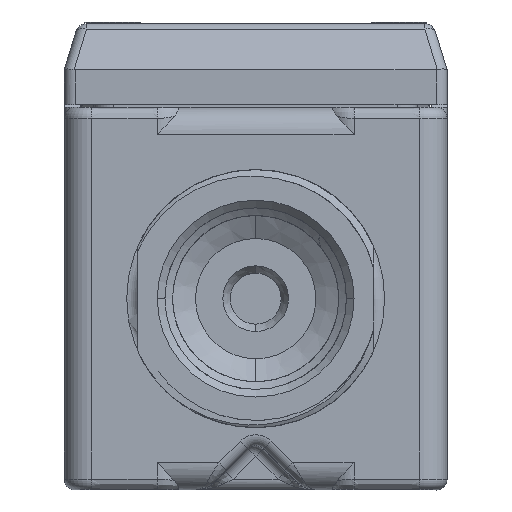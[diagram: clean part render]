
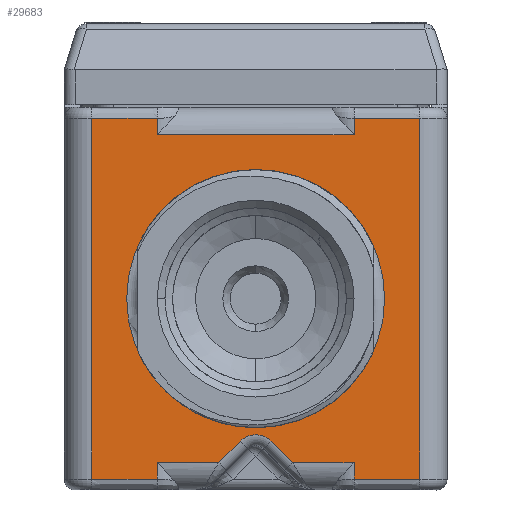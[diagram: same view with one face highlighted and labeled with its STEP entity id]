
A CAD part, front view. The second image highlights one B-rep face of the part: STEP entity #29683.
In plain terms, the highlighted planar face has unit normal (0, -1, 0).
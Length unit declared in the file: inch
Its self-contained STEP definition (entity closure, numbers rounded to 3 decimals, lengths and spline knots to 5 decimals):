
#7833=CARTESIAN_POINT('',(-0.7498,-2.34016,0.825));
#7834=CARTESIAN_POINT('',(-0.72918,-2.34016,
0.825));
#7835=CARTESIAN_POINT('',(-0.68932,-2.34016,
0.825));
#7836=CARTESIAN_POINT('',(-0.63384,-2.34016,
0.825));
#7837=CARTESIAN_POINT('',(-0.58225,-2.34016,
0.825));
#7838=CARTESIAN_POINT('',(-0.53438,-2.34016,
0.82499));
#7839=CARTESIAN_POINT('',(-0.49007,-2.34016,
0.82504));
#7840=CARTESIAN_POINT('',(-0.46295,-2.34016,
0.82492));
#7841=CARTESIAN_POINT('',(-0.45,-2.34016,
0.825));
#7843=DIRECTION('',(0.,0.,-1.));
#7844=VECTOR('',#7843,0.0752);
#7845=CARTESIAN_POINT('',(-0.45,-2.34016,
0.825));
#7846=LINE('',#7845,#7844);
#7847=DIRECTION('',(0.,0.,-1.));
#7848=VECTOR('',#7847,0.0752);
#7849=CARTESIAN_POINT('',(0.45,-2.34016,
0.825));
#7850=LINE('',#7849,#7848);
#7851=CARTESIAN_POINT('',(0.45,-2.34016,
0.825));
#7852=CARTESIAN_POINT('',(0.46295,-2.34016,
0.82492));
#7853=CARTESIAN_POINT('',(0.49006,-2.34016,
0.82505));
#7854=CARTESIAN_POINT('',(0.5344,-2.34016,
0.82499));
#7855=CARTESIAN_POINT('',(0.58227,-2.34016,
0.825));
#7856=CARTESIAN_POINT('',(0.63387,-2.34016,
0.825));
#7857=CARTESIAN_POINT('',(0.68934,-2.34016,
0.825));
#7858=CARTESIAN_POINT('',(0.72919,-2.34016,
0.825));
#7859=CARTESIAN_POINT('',(0.7498,-2.34016,0.825));
#7861=CARTESIAN_POINT('',(0.7498,-2.34016,-0.825));
#7862=CARTESIAN_POINT('',(0.72919,-2.34016,
-0.825));
#7863=CARTESIAN_POINT('',(0.68934,-2.34016,
-0.825));
#7864=CARTESIAN_POINT('',(0.63386,-2.34016,
-0.825));
#7865=CARTESIAN_POINT('',(0.58227,-2.34016,
-0.825));
#7866=CARTESIAN_POINT('',(0.5344,-2.34016,
-0.82499));
#7867=CARTESIAN_POINT('',(0.49006,-2.34016,
-0.82505));
#7868=CARTESIAN_POINT('',(0.46295,-2.34016,
-0.82492));
#7869=CARTESIAN_POINT('',(0.45,-2.34016,
-0.825));
#7871=DIRECTION('',(0.,0.,-1.));
#7872=VECTOR('',#7871,0.0752);
#7873=CARTESIAN_POINT('',(0.45,-2.34016,-0.7498));
#7874=LINE('',#7873,#7872);
#7875=DIRECTION('',(0.,0.,-1.));
#7876=VECTOR('',#7875,0.0752);
#7877=CARTESIAN_POINT('',(-0.45,-2.34016,-0.7498));
#7878=LINE('',#7877,#7876);
#7879=CARTESIAN_POINT('',(-0.45,-2.34016,
-0.825));
#7880=CARTESIAN_POINT('',(-0.46295,-2.34016,
-0.82492));
#7881=CARTESIAN_POINT('',(-0.49007,-2.34016,
-0.82504));
#7882=CARTESIAN_POINT('',(-0.53438,-2.34016,
-0.82499));
#7883=CARTESIAN_POINT('',(-0.58225,-2.34016,
-0.825));
#7884=CARTESIAN_POINT('',(-0.63385,-2.34016,
-0.825));
#7885=CARTESIAN_POINT('',(-0.68934,-2.34016,
-0.825));
#7886=CARTESIAN_POINT('',(-0.72919,-2.34016,
-0.825));
#7887=CARTESIAN_POINT('',(-0.7498,-2.34016,-0.825));
#7889=DIRECTION('',(0.,0.,1.));
#7890=VECTOR('',#7889,1.65);
#7891=CARTESIAN_POINT('',(-0.7498,-2.34016,-0.825));
#7892=LINE('',#7891,#7890);
#7893=CARTESIAN_POINT('',(0.,-2.34016,0.));
#7894=DIRECTION('',(0.,-1.,0.));
#7895=DIRECTION('',(0.,0.,-1.));
#7896=AXIS2_PLACEMENT_3D('',#7893,#7894,#7895);
#7898=CARTESIAN_POINT('',(0.,-2.34016,0.));
#7899=DIRECTION('',(0.,-1.,0.));
#7900=DIRECTION('',(0.,0.,1.));
#7901=AXIS2_PLACEMENT_3D('',#7898,#7899,#7900);
#8569=CARTESIAN_POINT('',(-0.45,-2.34016,-0.7498));
#8598=DIRECTION('',(1.,0.,0.));
#8599=VECTOR('',#8598,0.28117);
#8600=CARTESIAN_POINT('',(-0.45,-2.34016,-0.7498));
#8601=LINE('',#8600,#8599);
#8629=CARTESIAN_POINT('',(-0.16883,-2.34016,
-0.7498));
#8698=CARTESIAN_POINT('',(0.,-2.34016,-0.7224));
#8699=DIRECTION('',(0.,1.,0.));
#8700=DIRECTION('',(-0.707,0.,0.707));
#8701=AXIS2_PLACEMENT_3D('',#8698,#8699,#8700);
#8703=DIRECTION('',(0.707,0.,0.707));
#8704=VECTOR('',#8703,0.13876);
#8705=CARTESIAN_POINT('',(-0.16883,-2.34016,
-0.7498));
#8706=LINE('',#8705,#8704);
#8716=DIRECTION('',(-0.707,0.,0.707));
#8717=VECTOR('',#8716,0.13876);
#8718=CARTESIAN_POINT('',(0.16883,-2.34016,
-0.7498));
#8719=LINE('',#8718,#8717);
#8876=DIRECTION('',(1.,0.,0.));
#8877=VECTOR('',#8876,0.28117);
#8878=CARTESIAN_POINT('',(0.16883,-2.34016,
-0.7498));
#8879=LINE('',#8878,#8877);
#8950=DIRECTION('',(0.,0.,1.));
#8951=VECTOR('',#8950,1.65);
#8952=CARTESIAN_POINT('',(0.7498,-2.34016,-0.825));
#8953=LINE('',#8952,#8951);
#9207=DIRECTION('',(-1.,0.,0.));
#9208=VECTOR('',#9207,0.9);
#9209=CARTESIAN_POINT('',(0.45,-2.34016,0.7498));
#9210=LINE('',#9209,#9208);
#9211=CARTESIAN_POINT('',(0.45,-2.34016,0.7498));
#19680=CARTESIAN_POINT('',(0.,-2.34016,-0.58996));
#19681=CARTESIAN_POINT('',(0.,-2.34016,0.58996));
#19682=VERTEX_POINT('',#19680);
#19683=VERTEX_POINT('',#19681);
#19812=VERTEX_POINT('',#8629);
#19813=CARTESIAN_POINT('',(-0.07071,-2.34016,
-0.65168));
#19814=VERTEX_POINT('',#19813);
#19819=CARTESIAN_POINT('',(0.07071,-2.34016,
-0.65168));
#19820=VERTEX_POINT('',#19819);
#19821=CARTESIAN_POINT('',(0.16883,-2.34016,
-0.7498));
#19822=VERTEX_POINT('',#19821);
#20132=CARTESIAN_POINT('',(0.7498,-2.34016,0.825));
#20133=VERTEX_POINT('',#20132);
#20136=VERTEX_POINT('',#7833);
#20137=VERTEX_POINT('',#7841);
#20139=VERTEX_POINT('',#7851);
#20152=CARTESIAN_POINT('',(-0.7498,-2.34016,-0.825));
#20153=VERTEX_POINT('',#20152);
#20156=VERTEX_POINT('',#7861);
#20157=VERTEX_POINT('',#7869);
#20159=VERTEX_POINT('',#7879);
#20166=CARTESIAN_POINT('',(-0.45,-2.34016,0.7498));
#20167=VERTEX_POINT('',#20166);
#20170=VERTEX_POINT('',#9211);
#20176=VERTEX_POINT('',#8569);
#20600=CARTESIAN_POINT('',(0.45,-2.34016,-0.7498));
#20601=VERTEX_POINT('',#20600);
#29640=CARTESIAN_POINT('',(0.,-2.34016,0.));
#29641=DIRECTION('',(0.,1.,0.));
#29642=DIRECTION('',(1.,0.,0.));
#29643=AXIS2_PLACEMENT_3D('',#29640,#29641,#29642);
#29644=PLANE('',#29643);
#29646=ORIENTED_EDGE('',*,*,#29645,.T.);
#29648=ORIENTED_EDGE('',*,*,#29647,.T.);
#29650=ORIENTED_EDGE('',*,*,#29649,.F.);
#29652=ORIENTED_EDGE('',*,*,#29651,.F.);
#29654=ORIENTED_EDGE('',*,*,#29653,.T.);
#29656=ORIENTED_EDGE('',*,*,#29655,.F.);
#29658=ORIENTED_EDGE('',*,*,#29657,.T.);
#29660=ORIENTED_EDGE('',*,*,#29659,.F.);
#29662=ORIENTED_EDGE('',*,*,#29661,.F.);
#29664=ORIENTED_EDGE('',*,*,#29663,.T.);
#29666=ORIENTED_EDGE('',*,*,#29665,.F.);
#29668=ORIENTED_EDGE('',*,*,#29667,.F.);
#29670=ORIENTED_EDGE('',*,*,#29669,.F.);
#29672=ORIENTED_EDGE('',*,*,#29671,.T.);
#29674=ORIENTED_EDGE('',*,*,#29673,.T.);
#29676=ORIENTED_EDGE('',*,*,#29675,.T.);
#29677=EDGE_LOOP('',(#29646,#29648,#29650,#29652,#29654,#29656,#29658,#29660,
#29662,#29664,#29666,#29668,#29670,#29672,#29674,#29676));
#29678=FACE_OUTER_BOUND('',#29677,.F.);
#29679=ORIENTED_EDGE('',*,*,#27638,.T.);
#29680=ORIENTED_EDGE('',*,*,#29633,.T.);
#29681=EDGE_LOOP('',(#29679,#29680));
#29682=FACE_BOUND('',#29681,.F.);
#29683=ADVANCED_FACE('',(#29678,#29682),#29644,.F.);
#7842=B_SPLINE_CURVE_WITH_KNOTS('',3,(#7833,#7834,#7835,#7836,#7837,#7838,#7839,
#7840,#7841),.UNSPECIFIED.,.F.,.F.,(4,1,1,1,1,1,4),(0.,0.16667,
0.33333,0.5,0.66667,0.83333,1.),
.UNSPECIFIED.);
#7860=B_SPLINE_CURVE_WITH_KNOTS('',3,(#7851,#7852,#7853,#7854,#7855,#7856,#7857,
#7858,#7859),.UNSPECIFIED.,.F.,.F.,(4,1,1,1,1,1,4),(0.,0.16667,
0.33333,0.5,0.66667,0.83333,1.),
.UNSPECIFIED.);
#7870=B_SPLINE_CURVE_WITH_KNOTS('',3,(#7861,#7862,#7863,#7864,#7865,#7866,#7867,
#7868,#7869),.UNSPECIFIED.,.F.,.F.,(4,1,1,1,1,1,4),(0.,0.16667,
0.33333,0.5,0.66667,0.83333,1.),
.UNSPECIFIED.);
#7888=B_SPLINE_CURVE_WITH_KNOTS('',3,(#7879,#7880,#7881,#7882,#7883,#7884,#7885,
#7886,#7887),.UNSPECIFIED.,.F.,.F.,(4,1,1,1,1,1,4),(0.,0.16667,
0.33333,0.5,0.66667,0.83333,1.),
.UNSPECIFIED.);
#7897=CIRCLE('',#7896,0.58996);
#7902=CIRCLE('',#7901,0.58996);
#8702=CIRCLE('',#8701,0.1);
#27638=EDGE_CURVE('',#19682,#19683,#7897,.T.);
#29633=EDGE_CURVE('',#19683,#19682,#7902,.T.);
#29645=EDGE_CURVE('',#20136,#20137,#7842,.T.);
#29647=EDGE_CURVE('',#20137,#20167,#7846,.T.);
#29649=EDGE_CURVE('',#20170,#20167,#9210,.T.);
#29651=EDGE_CURVE('',#20139,#20170,#7850,.T.);
#29653=EDGE_CURVE('',#20139,#20133,#7860,.T.);
#29655=EDGE_CURVE('',#20156,#20133,#8953,.T.);
#29657=EDGE_CURVE('',#20156,#20157,#7870,.T.);
#29659=EDGE_CURVE('',#20601,#20157,#7874,.T.);
#29661=EDGE_CURVE('',#19822,#20601,#8879,.T.);
#29663=EDGE_CURVE('',#19822,#19820,#8719,.T.);
#29665=EDGE_CURVE('',#19814,#19820,#8702,.T.);
#29667=EDGE_CURVE('',#19812,#19814,#8706,.T.);
#29669=EDGE_CURVE('',#20176,#19812,#8601,.T.);
#29671=EDGE_CURVE('',#20176,#20159,#7878,.T.);
#29673=EDGE_CURVE('',#20159,#20153,#7888,.T.);
#29675=EDGE_CURVE('',#20153,#20136,#7892,.T.);
